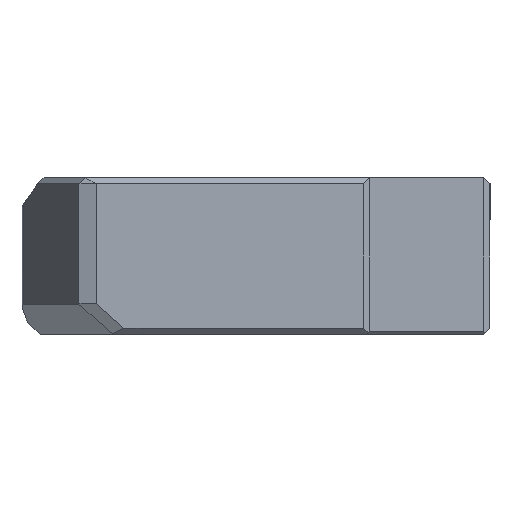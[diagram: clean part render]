
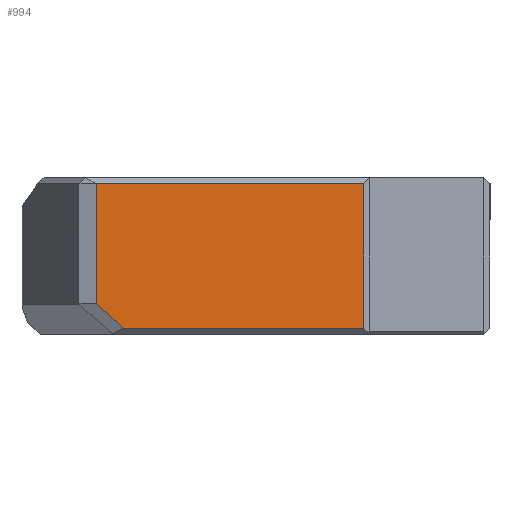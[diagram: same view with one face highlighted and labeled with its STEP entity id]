
A CAD part, left-side view. The second image highlights one B-rep face of the part: STEP entity #994.
In plain terms, the highlighted planar face has unit normal (-1, 0, 0).
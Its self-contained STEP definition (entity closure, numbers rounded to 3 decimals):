
#133 = VERTEX_POINT ( 'NONE', #2750 ) ;
#233 = DIRECTION ( 'NONE',  ( 0., 1., 0. ) ) ;
#234 = PLANE ( 'NONE',  #835 ) ;
#566 = CARTESIAN_POINT ( 'NONE',  ( -20., 45.438, 5.042 ) ) ;
#653 = CARTESIAN_POINT ( 'NONE',  ( -20., 1., 26. ) ) ;
#680 = DIRECTION ( 'NONE',  ( 1., 0., 0. ) ) ;
#769 = VERTEX_POINT ( 'NONE', #566 ) ;
#795 = CARTESIAN_POINT ( 'NONE',  ( -20., 1., 25. ) ) ;
#801 = VERTEX_POINT ( 'NONE', #795 ) ;
#823 = ORIENTED_EDGE ( 'NONE', *, *, #982, .T. ) ;
#835 = AXIS2_PLACEMENT_3D ( 'NONE', #1108, #680, #2196 ) ;
#902 = ORIENTED_EDGE ( 'NONE', *, *, #2720, .T. ) ;
#927 = DIRECTION ( 'NONE',  ( 0., -1., 0. ) ) ;
#982 = EDGE_CURVE ( 'NONE', #1871, #769, #1252, .T. ) ;
#994 = ADVANCED_FACE ( 'NONE', ( #2180 ), #234, .F. ) ;
#1059 = DIRECTION ( 'NONE',  ( 0., -0.75, -0.662 ) ) ;
#1108 = CARTESIAN_POINT ( 'NONE',  ( -20., 7.572, 27. ) ) ;
#1252 = LINE ( 'NONE', #2112, #2094 ) ;
#1318 = DIRECTION ( 'NONE',  ( 0., 0., -1. ) ) ;
#1351 = LINE ( 'NONE', #653, #1895 ) ;
#1497 = VECTOR ( 'NONE', #1059, 1000. ) ;
#1539 = VECTOR ( 'NONE', #927, 1000. ) ;
#1632 = ORIENTED_EDGE ( 'NONE', *, *, #2757, .T. ) ;
#1647 = EDGE_CURVE ( 'NONE', #801, #1871, #1771, .T. ) ;
#1758 = VERTEX_POINT ( 'NONE', #2010 ) ;
#1771 = LINE ( 'NONE', #2161, #1921 ) ;
#1871 = VERTEX_POINT ( 'NONE', #2023 ) ;
#1895 = VECTOR ( 'NONE', #2166, 1000. ) ;
#1921 = VECTOR ( 'NONE', #233, 1000. ) ;
#2010 = CARTESIAN_POINT ( 'NONE',  ( -20., 40.857, 1. ) ) ;
#2023 = CARTESIAN_POINT ( 'NONE',  ( -20., 45.438, 25. ) ) ;
#2094 = VECTOR ( 'NONE', #1318, 1000. ) ;
#2104 = LINE ( 'NONE', #2283, #1539 ) ;
#2112 = CARTESIAN_POINT ( 'NONE',  ( -20., 45.438, 5. ) ) ;
#2161 = CARTESIAN_POINT ( 'NONE',  ( -20., 7.572, 25. ) ) ;
#2166 = DIRECTION ( 'NONE',  ( 0., 0., 1. ) ) ;
#2180 = FACE_OUTER_BOUND ( 'NONE', #2704, .T. ) ;
#2196 = DIRECTION ( 'NONE',  ( 0., -1., 0. ) ) ;
#2283 = CARTESIAN_POINT ( 'NONE',  ( -20., 0.5, 1. ) ) ;
#2370 = CARTESIAN_POINT ( 'NONE',  ( -20., 41.116, 1.229 ) ) ;
#2384 = LINE ( 'NONE', #2370, #1497 ) ;
#2485 = ORIENTED_EDGE ( 'NONE', *, *, #1647, .T. ) ;
#2601 = EDGE_CURVE ( 'NONE', #133, #801, #1351, .T. ) ;
#2656 = ORIENTED_EDGE ( 'NONE', *, *, #2601, .T. ) ;
#2704 = EDGE_LOOP ( 'NONE', ( #823, #1632, #902, #2656, #2485 ) ) ;
#2720 = EDGE_CURVE ( 'NONE', #1758, #133, #2104, .T. ) ;
#2750 = CARTESIAN_POINT ( 'NONE',  ( -20., 1., 1. ) ) ;
#2757 = EDGE_CURVE ( 'NONE', #769, #1758, #2384, .T. ) ;
